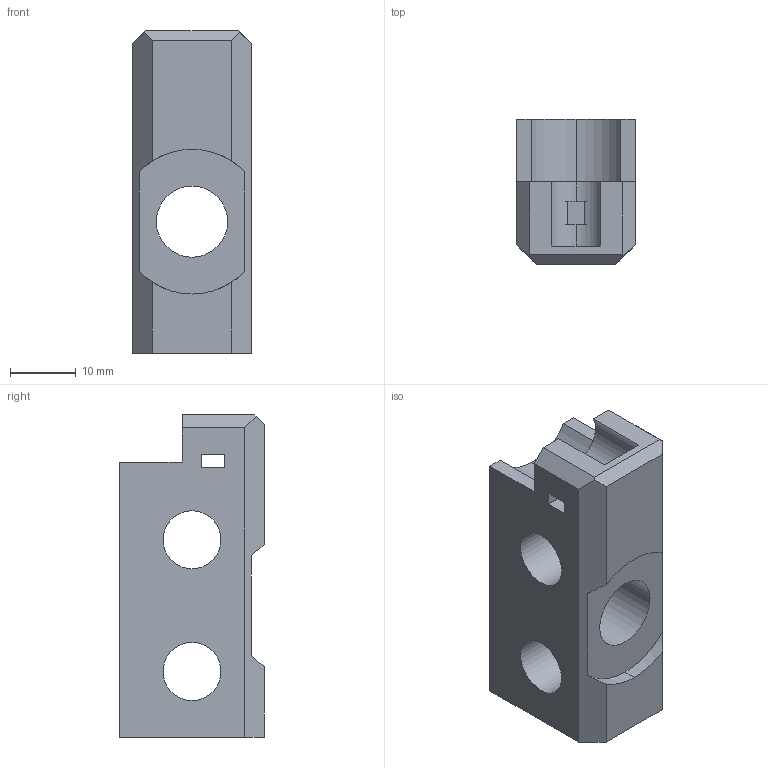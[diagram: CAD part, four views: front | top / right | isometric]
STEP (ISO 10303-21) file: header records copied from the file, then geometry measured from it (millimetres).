
FILE_DESCRIPTION(('FreeCAD Model'),'2;1');
FILE_NAME('y-corners.step','2020-06-06T17:44:55',('Author'),(''), 'Open CASCADE STEP processor 7.3','FreeCAD','Unknown');
FILE_SCHEMA(('AUTOMOTIVE_DESIGN { 1 0 10303 214 1 1 1 1 }'));
Length unit declared in the file: millimetre
Products named in the file (1): difference001
Bounding box: 18 x 22 x 49 mm (x, y, z)
Volume: 12184.8 mm3; surface area: 5910.1 mm2
Topology: 1 solids, 1 shells, 36 faces, 104 edges, 68 vertices
Faces by surface type: plane 26, cylinder 10
Full cylindrical faces by diameter (mm): 8.8 x2, 10.8 x1
Entity records: 2748 total; most frequent: CARTESIAN_POINT 547, DIRECTION 314, ORIENTED_EDGE 208, PCURVE 208, DEFINITIONAL_REPRESENTATION 208, LINE 148, VECTOR 148, EDGE_CURVE 104
